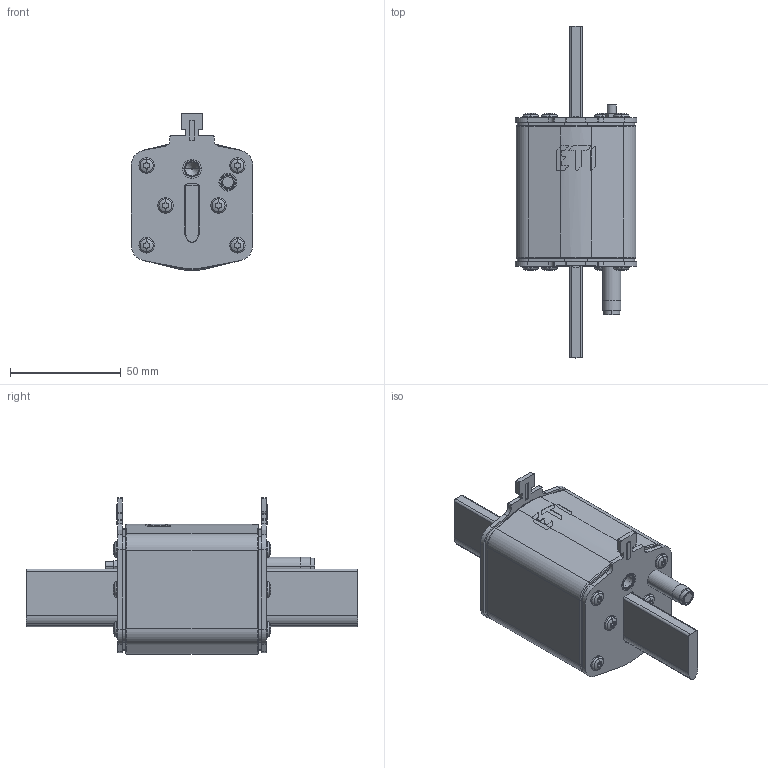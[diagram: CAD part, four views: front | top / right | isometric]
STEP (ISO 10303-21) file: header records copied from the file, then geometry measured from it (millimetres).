
FILE_DESCRIPTION((''),'2;1');
FILE_NAME('0000069301_ASM','2021-08-11T',('said.beganovic'),('Audax d.o.o.'),'CREO PARAMETRIC BY PTC INC, 2017020','CREO PARAMETRIC BY PTC INC, 2017020','');
FILE_SCHEMA(('AUTOMOTIVE_DESIGN { 1 0 10303 214 1 1 1 1 }'));
Length unit declared in the file: millimetre
Products named in the file (13): 0000043664; 0000066161; 0000032974; 0000033478; 0000040967_ASM; 0000066176; 0000066163; 0000031301; 0000017080; 0000016319; 0000016339; 0000016381; 0000069301_ASM
Assembly tree (26 placements, depth 3):
  0000069301_ASM
    0000043664
    0000066161  x2
    0000040967_ASM  x2
      0000032974
      0000033478
    0000066176
    0000066163
    0000031301  x12
    0000017080  x2
    0000016319
    0000016339
    0000016381
Bounding box: 55 x 150 x 70.86 mm (x, y, z)
Volume: 211133.1 mm3; surface area: 61006.1 mm2
Topology: 26 solids, 49 shells, 911 faces, 2338 edges, 1513 vertices
Faces by surface type: cylinder 473, plane 263, torus 76, extrusion 33, bspline 28, sphere 24, cone 14
Entity records: 26438 total; most frequent: CARTESIAN_POINT 3830, DIRECTION 2675, ORIENTED_EDGE 2412, PRESENTATION_STYLE_ASSIGNMENT 1764, STYLED_ITEM 1708, CURVE_STYLE 1264, EDGE_CURVE 1231, AXIS2_PLACEMENT_3D 1005
